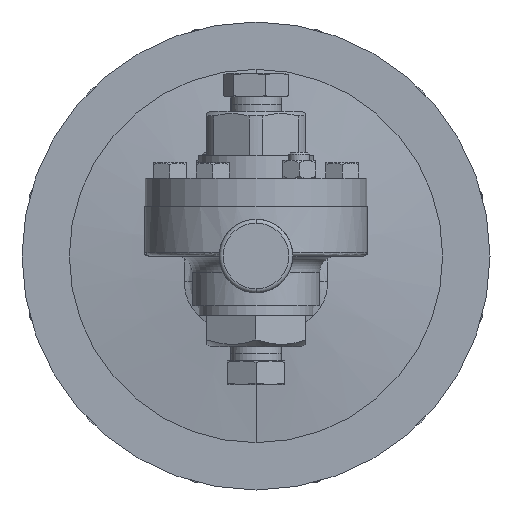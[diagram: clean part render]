
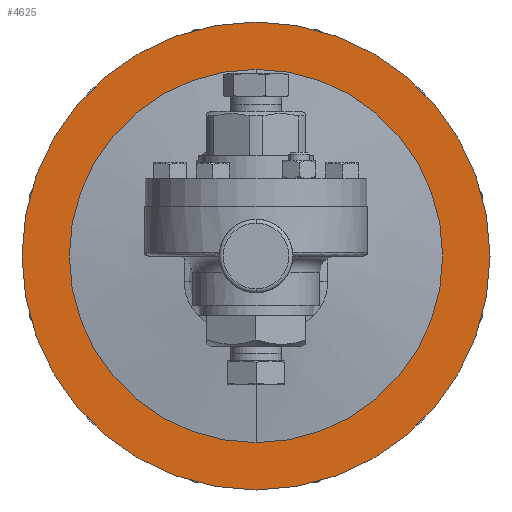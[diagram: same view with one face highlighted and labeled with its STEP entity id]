
A CAD part, front view. The second image highlights one B-rep face of the part: STEP entity #4625.
In plain terms, the highlighted planar face has unit normal (0, -1, 0).
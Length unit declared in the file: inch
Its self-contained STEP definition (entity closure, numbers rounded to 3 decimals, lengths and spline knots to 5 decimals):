
#1311 = CIRCLE ( 'NONE', #9497, 3.56 ) ;
#2548 = PLANE ( 'NONE',  #14114 ) ;
#2588 = EDGE_CURVE ( 'NONE', #5643, #9781, #13664, .T. ) ;
#2609 = EDGE_CURVE ( 'NONE', #9781, #5643, #1311, .T. ) ;
#2638 = DIRECTION ( 'NONE',  ( 0., -1., 0. ) ) ;
#2655 = AXIS2_PLACEMENT_3D ( 'NONE', #6791, #2638, #9705 ) ;
#3982 = CARTESIAN_POINT ( 'NONE',  ( 0., 2.25, 0. ) ) ;
#4234 = AXIS2_PLACEMENT_3D ( 'NONE', #4548, #6120, #16024 ) ;
#4548 = CARTESIAN_POINT ( 'NONE',  ( 0., 2.25, 0. ) ) ;
#4625 = ADVANCED_FACE ( 'NONE', ( #10509, #13380 ), #2548, .T. ) ;
#5643 = VERTEX_POINT ( 'NONE', #8743 ) ;
#6120 = DIRECTION ( 'NONE',  ( 0., -1., 0. ) ) ;
#6173 = VERTEX_POINT ( 'NONE', #11894 ) ;
#6696 = DIRECTION ( 'NONE',  ( 0., 0., -1. ) ) ;
#6791 = CARTESIAN_POINT ( 'NONE',  ( 0., 2.25, 0. ) ) ;
#6965 = DIRECTION ( 'NONE',  ( 0., 0., -1. ) ) ;
#7802 = CARTESIAN_POINT ( 'NONE',  ( 0., 2.25, 2.84 ) ) ;
#8111 = DIRECTION ( 'NONE',  ( 0., -1., 0. ) ) ;
#8143 = EDGE_LOOP ( 'NONE', ( #10648, #12438 ) ) ;
#8743 = CARTESIAN_POINT ( 'NONE',  ( 0., 2.25, -3.56 ) ) ;
#9497 = AXIS2_PLACEMENT_3D ( 'NONE', #3982, #11262, #6965 ) ;
#9554 = EDGE_CURVE ( 'NONE', #6173, #12423, #13490, .T. ) ;
#9601 = CARTESIAN_POINT ( 'NONE',  ( 0., 2.25, -3.655 ) ) ;
#9705 = DIRECTION ( 'NONE',  ( 0., 0., -1. ) ) ;
#9781 = VERTEX_POINT ( 'NONE', #18158 ) ;
#10509 = FACE_BOUND ( 'NONE', #16470, .T. ) ;
#10525 = CARTESIAN_POINT ( 'NONE',  ( 0., 2.25, 0. ) ) ;
#10648 = ORIENTED_EDGE ( 'NONE', *, *, #2588, .T. ) ;
#11262 = DIRECTION ( 'NONE',  ( 0., -1., 0. ) ) ;
#11781 = EDGE_CURVE ( 'NONE', #12423, #6173, #14515, .T. ) ;
#11892 = DIRECTION ( 'NONE',  ( 0., -1., 0. ) ) ;
#11894 = CARTESIAN_POINT ( 'NONE',  ( 0., 2.25, -2.84 ) ) ;
#12423 = VERTEX_POINT ( 'NONE', #7802 ) ;
#12438 = ORIENTED_EDGE ( 'NONE', *, *, #2609, .T. ) ;
#12674 = ORIENTED_EDGE ( 'NONE', *, *, #11781, .F. ) ;
#13380 = FACE_OUTER_BOUND ( 'NONE', #8143, .T. ) ;
#13490 = CIRCLE ( 'NONE', #17502, 2.84 ) ;
#13664 = CIRCLE ( 'NONE', #2655, 3.56 ) ;
#14114 = AXIS2_PLACEMENT_3D ( 'NONE', #9601, #8111, #6696 ) ;
#14515 = CIRCLE ( 'NONE', #4234, 2.84 ) ;
#14660 = DIRECTION ( 'NONE',  ( 0., 0., -1. ) ) ;
#16024 = DIRECTION ( 'NONE',  ( 0., 0., -1. ) ) ;
#16470 = EDGE_LOOP ( 'NONE', ( #12674, #17175 ) ) ;
#17175 = ORIENTED_EDGE ( 'NONE', *, *, #9554, .F. ) ;
#17502 = AXIS2_PLACEMENT_3D ( 'NONE', #10525, #11892, #14660 ) ;
#18158 = CARTESIAN_POINT ( 'NONE',  ( 0., 2.25, 3.56 ) ) ;
